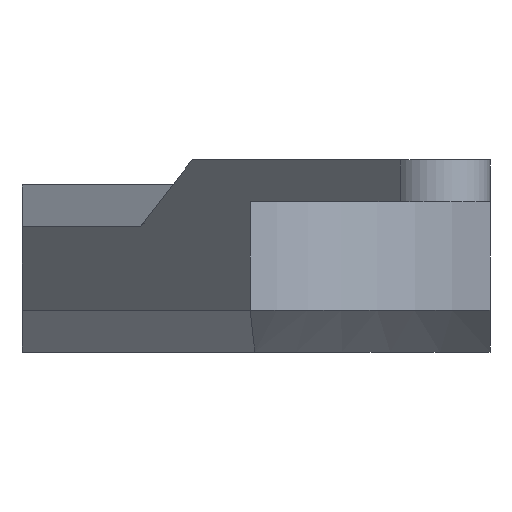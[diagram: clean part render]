
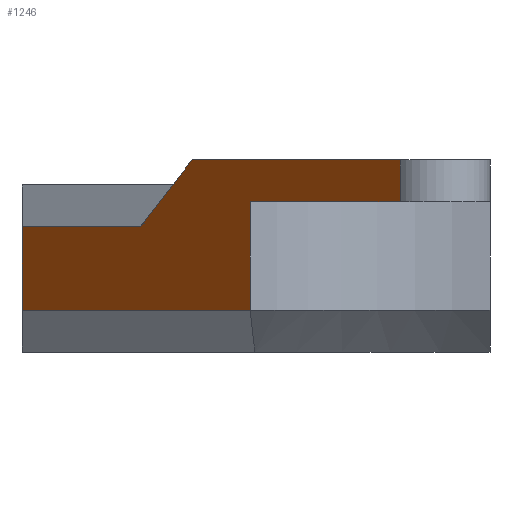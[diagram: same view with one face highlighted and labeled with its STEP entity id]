
A CAD part, front view. The second image highlights one B-rep face of the part: STEP entity #1246.
In plain terms, the highlighted planar face has unit normal (-0.792, -0.61, 0).
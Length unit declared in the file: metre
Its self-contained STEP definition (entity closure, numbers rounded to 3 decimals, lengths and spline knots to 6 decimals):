
#184=ORIENTED_EDGE('',*,*,#527,.T.);
#185=ORIENTED_EDGE('',*,*,#530,.T.);
#186=ORIENTED_EDGE('',*,*,#531,.F.);
#187=ORIENTED_EDGE('',*,*,#532,.F.);
#188=ORIENTED_EDGE('',*,*,#533,.F.);
#189=ORIENTED_EDGE('',*,*,#534,.T.);
#190=ORIENTED_EDGE('',*,*,#535,.T.);
#191=ORIENTED_EDGE('',*,*,#536,.T.);
#527=EDGE_CURVE('',#696,#695,#801,.T.);
#530=EDGE_CURVE('',#695,#697,#804,.T.);
#531=EDGE_CURVE('',#698,#697,#805,.T.);
#532=EDGE_CURVE('',#699,#698,#806,.T.);
#533=EDGE_CURVE('',#700,#699,#807,.T.);
#534=EDGE_CURVE('',#700,#701,#808,.T.);
#535=EDGE_CURVE('',#701,#702,#809,.T.);
#536=EDGE_CURVE('',#702,#696,#810,.T.);
#695=VERTEX_POINT('',#1970);
#696=VERTEX_POINT('',#1972);
#697=VERTEX_POINT('',#1977);
#698=VERTEX_POINT('',#1979);
#699=VERTEX_POINT('',#1981);
#700=VERTEX_POINT('',#1983);
#701=VERTEX_POINT('',#1985);
#702=VERTEX_POINT('',#1987);
#801=LINE('',#1971,#942);
#804=LINE('',#1976,#945);
#805=LINE('',#1978,#946);
#806=LINE('',#1980,#947);
#807=LINE('',#1982,#948);
#808=LINE('',#1984,#949);
#809=LINE('',#1986,#950);
#810=LINE('',#1988,#951);
#942=VECTOR('',#1564,1.);
#945=VECTOR('',#1569,1.);
#946=VECTOR('',#1570,1.);
#947=VECTOR('',#1571,1.);
#948=VECTOR('',#1572,1.);
#949=VECTOR('',#1573,1.);
#950=VECTOR('',#1574,1.);
#951=VECTOR('',#1575,1.);
#1032=EDGE_LOOP('',(#184,#185,#186,#187,#188,#189,#190,#191));
#1121=FACE_BOUND('',#1032,.T.);
#1192=PLANE('',#1348);
#1246=ADVANCED_FACE('',(#1121),#1192,.T.);
#1348=AXIS2_PLACEMENT_3D('',#1975,#1567,#1568);
#1564=DIRECTION('',(0.,0.,-1.));
#1567=DIRECTION('',(-0.792,-0.61,0.));
#1568=DIRECTION('',(0.61,-0.792,0.));
#1569=DIRECTION('',(0.61,-0.792,0.));
#1570=DIRECTION('',(0.,0.,-1.));
#1571=DIRECTION('',(-0.61,0.792,0.));
#1572=DIRECTION('',(0.,0.,-1.));
#1573=DIRECTION('',(-0.61,0.792,0.));
#1574=DIRECTION('',(-0.479,0.622,-0.619));
#1575=DIRECTION('',(-0.61,0.792,0.));
#1970=CARTESIAN_POINT('',(-0.33,0.145062,0.125));
#1971=CARTESIAN_POINT('',(-0.33,0.145062,0.14));
#1972=CARTESIAN_POINT('',(-0.33,0.145062,0.135));
#1975=CARTESIAN_POINT('',(-0.307376,0.1157,0.14));
#1976=CARTESIAN_POINT('',(-0.305799,0.113652,0.125));
#1977=CARTESIAN_POINT('',(-0.302693,0.109622,0.125));
#1978=CARTESIAN_POINT('',(-0.302693,0.109622,0.138));
#1979=CARTESIAN_POINT('',(-0.302693,0.109622,0.138));
#1980=CARTESIAN_POINT('',(-0.307376,0.1157,0.138));
#1981=CARTESIAN_POINT('',(-0.284753,0.086338,0.138));
#1982=CARTESIAN_POINT('',(-0.284753,0.086338,0.14));
#1983=CARTESIAN_POINT('',(-0.284753,0.086338,0.143));
#1984=CARTESIAN_POINT('',(-0.307376,0.1157,0.143));
#1985=CARTESIAN_POINT('',(-0.309649,0.11865,0.143));
#1986=CARTESIAN_POINT('',(-0.309139,0.117987,0.14366));
#1987=CARTESIAN_POINT('',(-0.315838,0.126682,0.135));
#1988=CARTESIAN_POINT('',(-0.307376,0.1157,0.135));
